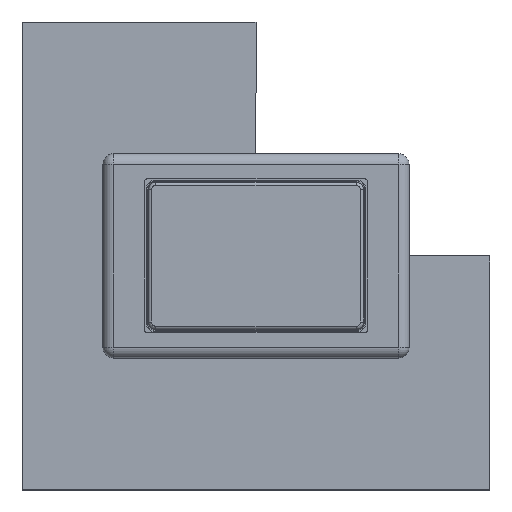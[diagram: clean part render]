
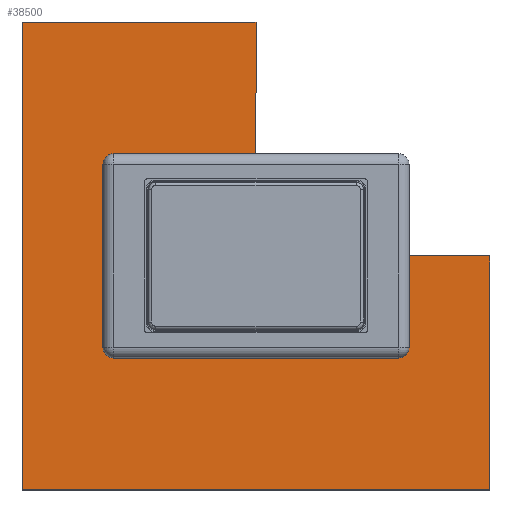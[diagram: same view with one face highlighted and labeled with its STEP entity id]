
A CAD part, top view. The second image highlights one B-rep face of the part: STEP entity #38500.
In plain terms, the highlighted planar face has unit normal (0, 0, 1).
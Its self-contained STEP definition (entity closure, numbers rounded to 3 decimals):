
#23013 = DIRECTION ( 'NONE',  ( 0., 1., 0. ) ) ;
#23015 = VECTOR ( 'NONE', #23013, 1000. ) ;
#23017 = CARTESIAN_POINT ( 'NONE',  ( 27.5, -27.5, 0. ) ) ;
#23027 = LINE ( 'NONE', #23017, #23015 ) ;
#23083 = DIRECTION ( 'NONE',  ( 1., 0., 0. ) ) ;
#23084 = VECTOR ( 'NONE', #23083, 1000. ) ;
#23086 = CARTESIAN_POINT ( 'NONE',  ( -27.5, -27.5, 0. ) ) ;
#23087 = LINE ( 'NONE', #23086, #23084 ) ;
#23092 = LINE ( 'NONE', #23156, #23149 ) ;
#23108 = CARTESIAN_POINT ( 'NONE',  ( 27.5, -27.5, 0. ) ) ;
#23148 = DIRECTION ( 'NONE',  ( 0., -1., 0. ) ) ;
#23149 = VECTOR ( 'NONE', #23148, 1000. ) ;
#23156 = CARTESIAN_POINT ( 'NONE',  ( -27.5, 27.5, 0. ) ) ;
#23212 = CARTESIAN_POINT ( 'NONE',  ( 0., 27.5, 0. ) ) ;
#23215 = CARTESIAN_POINT ( 'NONE',  ( 27.5, 0., 0. ) ) ;
#23217 = CARTESIAN_POINT ( 'NONE',  ( -27.5, -27.5, 0. ) ) ;
#23242 = CARTESIAN_POINT ( 'NONE',  ( -27.5, 27.5, 0. ) ) ;
#23344 = CARTESIAN_POINT ( 'NONE',  ( 0., 10.875, 0. ) ) ;
#23376 = DIRECTION ( 'NONE',  ( -1., 0., 0. ) ) ;
#23377 = VECTOR ( 'NONE', #23376, 1000. ) ;
#23379 = CARTESIAN_POINT ( 'NONE',  ( 27.5, 27.5, 0. ) ) ;
#23388 = LINE ( 'NONE', #23379, #23377 ) ;
#23553 = LINE ( 'NONE', #23571, #23712 ) ;
#23555 = CARTESIAN_POINT ( 'NONE',  ( -14.875, -10.875, 0. ) ) ;
#23557 = LINE ( 'NONE', #23555, #23600 ) ;
#23571 = CARTESIAN_POINT ( 'NONE',  ( 14.875, -10.875, 0. ) ) ;
#23572 = CARTESIAN_POINT ( 'NONE',  ( 14.875, -10.875, 0. ) ) ;
#23598 = DIRECTION ( 'NONE',  ( 1., 0., 0. ) ) ;
#23600 = VECTOR ( 'NONE', #23598, 1000. ) ;
#23601 = LINE ( 'NONE', #23699, #23698 ) ;
#23602 = CARTESIAN_POINT ( 'NONE',  ( -14.875, -10.875, 0. ) ) ;
#23617 = CARTESIAN_POINT ( 'NONE',  ( 14.875, 0., 0. ) ) ;
#23620 = DIRECTION ( 'NONE',  ( 1., 0., 0. ) ) ;
#23621 = VECTOR ( 'NONE', #23620, 1000. ) ;
#23623 = CARTESIAN_POINT ( 'NONE',  ( 0., 0., 0. ) ) ;
#23632 = LINE ( 'NONE', #23623, #23621 ) ;
#23672 = PLANE ( 'NONE',  #23701 ) ;
#23676 = DIRECTION ( 'NONE',  ( 0., -1., 0. ) ) ;
#23677 = VECTOR ( 'NONE', #23676, 1000. ) ;
#23679 = CARTESIAN_POINT ( 'NONE',  ( 0., 27.5, 0. ) ) ;
#23681 = LINE ( 'NONE', #23679, #23677 ) ;
#23689 = DIRECTION ( 'NONE',  ( -1., 0., 0. ) ) ;
#23690 = VECTOR ( 'NONE', #23689, 1000. ) ;
#23691 = CARTESIAN_POINT ( 'NONE',  ( 14.875, 10.875, 0. ) ) ;
#23693 = LINE ( 'NONE', #23691, #23690 ) ;
#23697 = DIRECTION ( 'NONE',  ( 0., -1., 0. ) ) ;
#23698 = VECTOR ( 'NONE', #23697, 1000. ) ;
#23699 = CARTESIAN_POINT ( 'NONE',  ( -14.875, 10.875, 0. ) ) ;
#23701 = AXIS2_PLACEMENT_3D ( 'NONE', #23747, #23746, #23745 ) ;
#23707 = CARTESIAN_POINT ( 'NONE',  ( -14.875, 10.875, 0. ) ) ;
#23709 = FACE_OUTER_BOUND ( 'NONE', #38424, .T. ) ;
#23711 = DIRECTION ( 'NONE',  ( 0., 1., 0. ) ) ;
#23712 = VECTOR ( 'NONE', #23711, 1000. ) ;
#23745 = DIRECTION ( 'NONE',  ( 0., -1., 0. ) ) ;
#23746 = DIRECTION ( 'NONE',  ( 0., 0., 1. ) ) ;
#23747 = CARTESIAN_POINT ( 'NONE',  ( -27.5, -27.5, 0. ) ) ;
#38377 = EDGE_CURVE ( 'NONE', #38381, #38404, #23027, .T. ) ;
#38381 = VERTEX_POINT ( 'NONE', #23108 ) ;
#38387 = EDGE_CURVE ( 'NONE', #38401, #38381, #23087, .T. ) ;
#38392 = EDGE_CURVE ( 'NONE', #38411, #38401, #23092, .T. ) ;
#38401 = VERTEX_POINT ( 'NONE', #23217 ) ;
#38404 = VERTEX_POINT ( 'NONE', #23215 ) ;
#38409 = VERTEX_POINT ( 'NONE', #23212 ) ;
#38411 = VERTEX_POINT ( 'NONE', #23242 ) ;
#38416 = ORIENTED_EDGE ( 'NONE', *, *, #38441, .T. ) ;
#38417 = ORIENTED_EDGE ( 'NONE', *, *, #38498, .F. ) ;
#38418 = ORIENTED_EDGE ( 'NONE', *, *, #38377, .T. ) ;
#38419 = ORIENTED_EDGE ( 'NONE', *, *, #38392, .T. ) ;
#38420 = ORIENTED_EDGE ( 'NONE', *, *, #38479, .F. ) ;
#38424 = EDGE_LOOP ( 'NONE', ( #38417, #38416, #38419, #38426, #38418, #38420, #38484, #38491, #38483, #38490 ) ) ;
#38426 = ORIENTED_EDGE ( 'NONE', *, *, #38387, .T. ) ;
#38428 = VERTEX_POINT ( 'NONE', #23344 ) ;
#38441 = EDGE_CURVE ( 'NONE', #38409, #38411, #23388, .T. ) ;
#38479 = EDGE_CURVE ( 'NONE', #38482, #38404, #23632, .T. ) ;
#38480 = VERTEX_POINT ( 'NONE', #23572 ) ;
#38482 = VERTEX_POINT ( 'NONE', #23617 ) ;
#38483 = ORIENTED_EDGE ( 'NONE', *, *, #38492, .F. ) ;
#38484 = ORIENTED_EDGE ( 'NONE', *, *, #38487, .F. ) ;
#38485 = EDGE_CURVE ( 'NONE', #38488, #38480, #23557, .T. ) ;
#38487 = EDGE_CURVE ( 'NONE', #38480, #38482, #23553, .T. ) ;
#38488 = VERTEX_POINT ( 'NONE', #23602 ) ;
#38490 = ORIENTED_EDGE ( 'NONE', *, *, #38495, .F. ) ;
#38491 = ORIENTED_EDGE ( 'NONE', *, *, #38485, .F. ) ;
#38492 = EDGE_CURVE ( 'NONE', #38496, #38488, #23601, .T. ) ;
#38495 = EDGE_CURVE ( 'NONE', #38428, #38496, #23693, .T. ) ;
#38496 = VERTEX_POINT ( 'NONE', #23707 ) ;
#38498 = EDGE_CURVE ( 'NONE', #38409, #38428, #23681, .T. ) ;
#38500 = ADVANCED_FACE ( 'NONE', ( #23709 ), #23672, .T. ) ;
